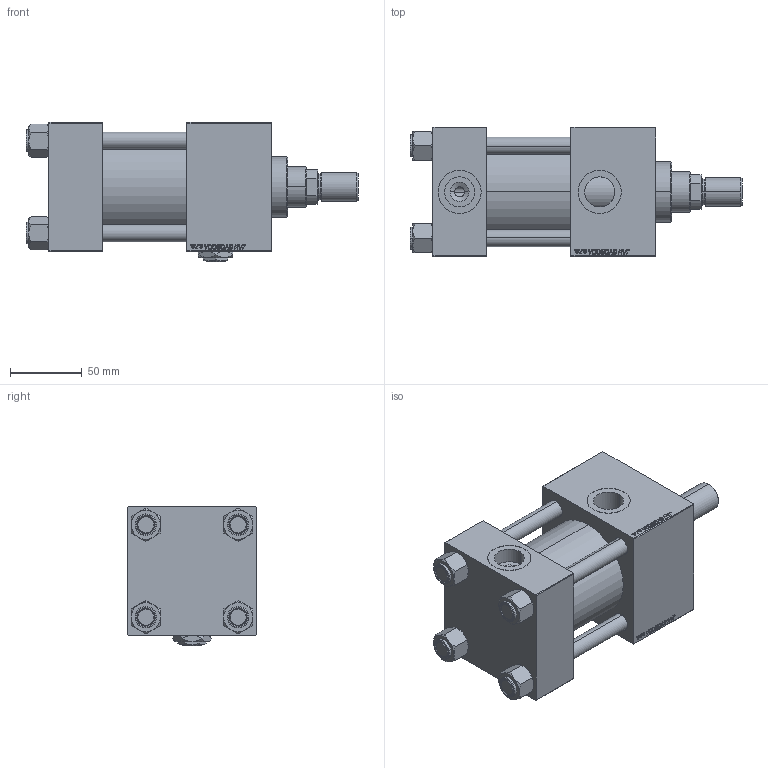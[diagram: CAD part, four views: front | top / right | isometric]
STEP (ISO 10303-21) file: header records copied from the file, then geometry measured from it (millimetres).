
FILE_DESCRIPTION (( 'STEP AP203' ), '1' );
FILE_NAME ('a1cc.STEP', '2024-06-06T07:13:14', ( '' ), ( '' ), 'SwSTEP 2.0', 'SolidWorks 2019', '' );
FILE_SCHEMA (( 'CONFIG_CONTROL_DESIGN' ));
Length unit declared in the file: millimetre
Products named in the file (8): a1cc; Zatka_pro_OIL_PORT 7dee20842c9415abfee533cbfc1008da; ROD_END_AH 7dee20842c9415abfee533cbfc1008da; V215CR_C_Body 7dee20842c9415abfee533cbfc1008da; V215CR_C_TYCINKA 7dee20842c9415abfee533cbfc1008da; V215_VC_A 7dee20842c9415abfee533cbfc1008da; NUT_M5_C 7dee20842c9415abfee533cbfc1008da; V215CR_VCP_C 7dee20842c9415abfee533cbfc1008da
Assembly tree (13 placements, depth 2):
  a1cc
    V215CR_C_Body 7dee20842c9415abfee533cbfc1008da
    V215CR_VCP_C 7dee20842c9415abfee533cbfc1008da
    NUT_M5_C 7dee20842c9415abfee533cbfc1008da  x4
    V215CR_C_TYCINKA 7dee20842c9415abfee533cbfc1008da  x4
    V215_VC_A 7dee20842c9415abfee533cbfc1008da
    ROD_END_AH 7dee20842c9415abfee533cbfc1008da
    Zatka_pro_OIL_PORT 7dee20842c9415abfee533cbfc1008da
Bounding box: 231 x 90 x 97 mm (x, y, z)
Volume: 951109.2 mm3; surface area: 183686.3 mm2
Topology: 13 solids, 13 shells, 1210 faces, 3015 edges, 1951 vertices
Faces by surface type: plane 554, bspline 392, cone 160, cylinder 94, torus 10
Entity records: 52416 total; most frequent: CARTESIAN_POINT 27764, ORIENTED_EDGE 5522, DIRECTION 3569, EDGE_CURVE 2761, VERTEX_POINT 1807, LINE 1639, VECTOR 1639, EDGE_LOOP 1224
